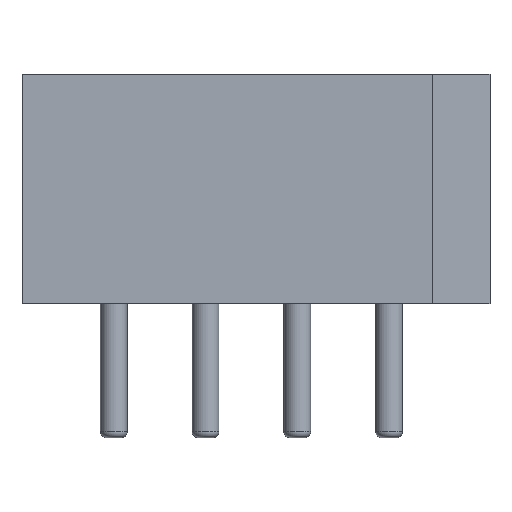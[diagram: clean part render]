
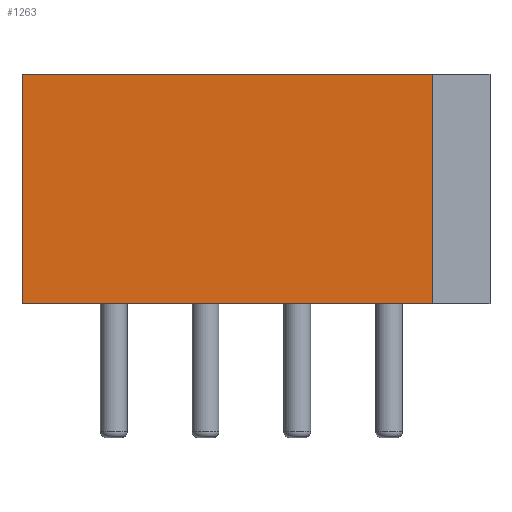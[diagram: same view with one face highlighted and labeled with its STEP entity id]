
A CAD part, front view. The second image highlights one B-rep face of the part: STEP entity #1263.
In plain terms, the highlighted planar face has unit normal (0, -1, 0).
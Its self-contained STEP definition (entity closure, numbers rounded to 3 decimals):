
#112=PLANE('',#1430);
#143=LINE('',#1942,#276);
#199=LINE('',#2056,#332);
#235=LINE('',#2131,#368);
#243=LINE('',#2146,#376);
#276=VECTOR('',#1590,10.);
#332=VECTOR('',#1684,10.);
#368=VECTOR('',#1748,10.);
#376=VECTOR('',#1764,10.);
#454=FACE_OUTER_BOUND('',#533,.T.);
#533=EDGE_LOOP('',(#1156,#1157,#1158,#1159));
#611=VERTEX_POINT('',#1939);
#612=VERTEX_POINT('',#1941);
#651=VERTEX_POINT('',#2054);
#676=VERTEX_POINT('',#2129);
#736=EDGE_CURVE('',#612,#611,#143,.T.);
#794=EDGE_CURVE('',#651,#611,#199,.T.);
#831=EDGE_CURVE('',#676,#651,#235,.T.);
#839=EDGE_CURVE('',#612,#676,#243,.T.);
#1156=ORIENTED_EDGE('',*,*,#794,.F.);
#1157=ORIENTED_EDGE('',*,*,#831,.F.);
#1158=ORIENTED_EDGE('',*,*,#839,.F.);
#1159=ORIENTED_EDGE('',*,*,#736,.T.);
#1263=ADVANCED_FACE('',(#454),#112,.T.);
#1430=AXIS2_PLACEMENT_3D('',#2156,#1777,#1778);
#1590=DIRECTION('',(0.,0.,1.));
#1684=DIRECTION('',(1.,0.,0.));
#1748=DIRECTION('',(0.,0.,1.));
#1764=DIRECTION('',(-1.,0.,0.));
#1777=DIRECTION('center_axis',(0.,-1.,0.));
#1778=DIRECTION('ref_axis',(1.,0.,0.));
#1939=CARTESIAN_POINT('',(10.74,0.,4.));
#1941=CARTESIAN_POINT('',(10.74,0.,-2.));
#1942=CARTESIAN_POINT('',(10.74,0.,0.));
#2054=CARTESIAN_POINT('',(0.,0.,4.));
#2056=CARTESIAN_POINT('',(2.4,0.,4.));
#2129=CARTESIAN_POINT('',(0.,0.,-2.));
#2131=CARTESIAN_POINT('',(0.,0.,0.));
#2146=CARTESIAN_POINT('',(6.63,0.,-2.));
#2156=CARTESIAN_POINT('Origin',(0.,0.,0.));
